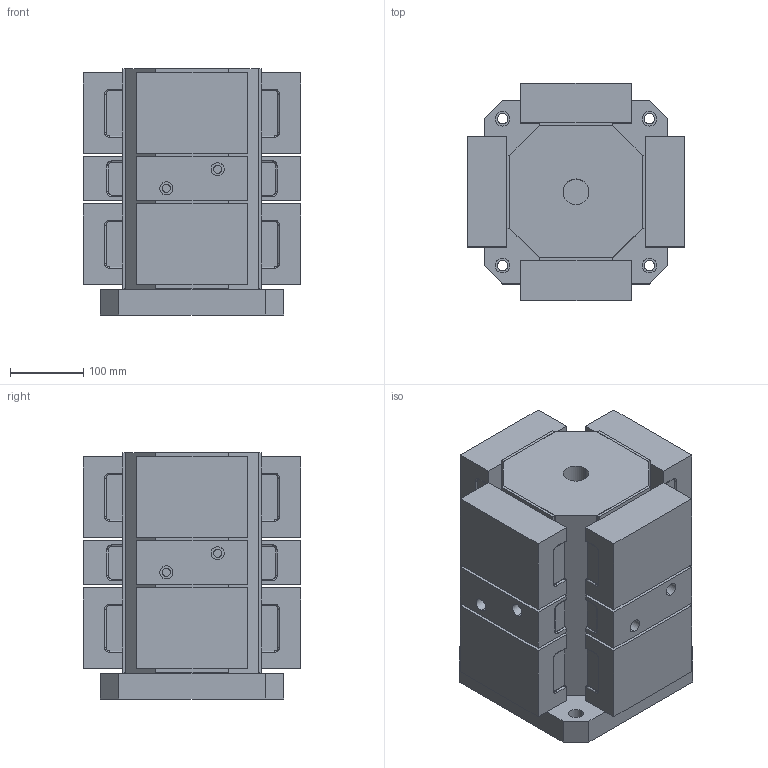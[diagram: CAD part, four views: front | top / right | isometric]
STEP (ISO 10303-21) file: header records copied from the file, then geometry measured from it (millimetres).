
FILE_DESCRIPTION (( 'STEP AP203' ), '1' );
FILE_NAME ('10301.STEP', '2025-03-15T11:24:51', ( '微软用户' ), ( '微软中国' ), 'SwSTEP 2.0', 'SolidWorks 2016', '' );
FILE_SCHEMA (( 'CONFIG_CONTROL_DESIGN' ));
Length unit declared in the file: millimetre
Products named in the file (9): 4_1; 2_1; 19_1; 5_1; Assem2; Assem4_1; 10301; Assem1_1; 6_1
Assembly tree (12 placements, depth 4):
  10301
    6_1
    19_1
    Assem2  x4
      5_1
      Assem4_1
        2_1
      Assem1_1
        4_1
Bounding box: 296 x 296 x 335 mm (x, y, z)
Volume: 19837902.2 mm3; surface area: 1344535.8 mm2
Topology: 18 solids, 18 shells, 542 faces, 1366 edges, 872 vertices
Faces by surface type: plane 260, cylinder 226, bspline 48, cone 8
Entity records: 6145 total; most frequent: CARTESIAN_POINT 998, DIRECTION 906, ORIENTED_EDGE 812, EDGE_CURVE 406, AXIS2_PLACEMENT_3D 332, VERTEX_POINT 264, LINE 242, VECTOR 242
